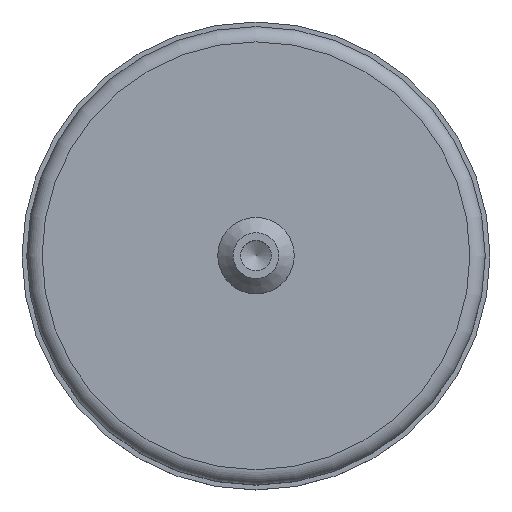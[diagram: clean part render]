
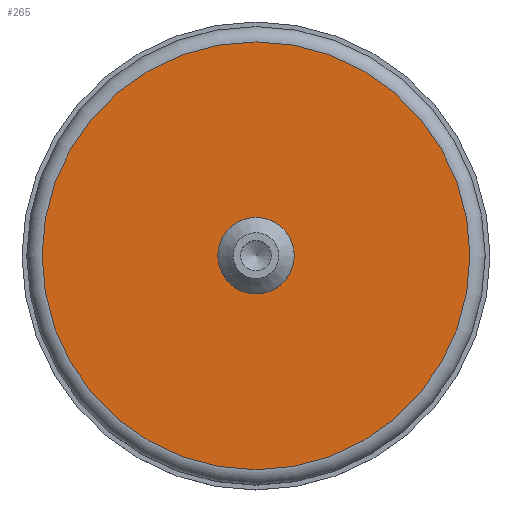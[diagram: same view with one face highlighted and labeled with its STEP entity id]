
A CAD part, top view. The second image highlights one B-rep face of the part: STEP entity #265.
In plain terms, the highlighted planar face has unit normal (0, 0, 1).
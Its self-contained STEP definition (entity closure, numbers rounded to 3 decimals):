
#14=FACE_BOUND('',#69,.T.);
#19=PLANE('',#311);
#52=FACE_OUTER_BOUND('',#68,.T.);
#68=EDGE_LOOP('',(#210,#211));
#69=EDGE_LOOP('',(#212,#213));
#105=CIRCLE('',#304,14.);
#109=CIRCLE('',#308,14.);
#111=CIRCLE('',#312,2.5);
#112=CIRCLE('',#313,2.5);
#133=VERTEX_POINT('',#451);
#134=VERTEX_POINT('',#452);
#138=VERTEX_POINT('',#465);
#139=VERTEX_POINT('',#466);
#160=EDGE_CURVE('',#133,#134,#105,.T.);
#164=EDGE_CURVE('',#134,#133,#109,.T.);
#167=EDGE_CURVE('',#138,#139,#111,.T.);
#168=EDGE_CURVE('',#139,#138,#112,.T.);
#210=ORIENTED_EDGE('',*,*,#160,.F.);
#211=ORIENTED_EDGE('',*,*,#164,.F.);
#212=ORIENTED_EDGE('',*,*,#167,.T.);
#213=ORIENTED_EDGE('',*,*,#168,.T.);
#265=ADVANCED_FACE('',(#52,#14),#19,.T.);
#304=AXIS2_PLACEMENT_3D('',#453,#358,#359);
#308=AXIS2_PLACEMENT_3D('',#459,#366,#367);
#311=AXIS2_PLACEMENT_3D('',#464,#373,#374);
#312=AXIS2_PLACEMENT_3D('',#467,#375,#376);
#313=AXIS2_PLACEMENT_3D('',#468,#377,#378);
#358=DIRECTION('center_axis',(0.,0.,-1.));
#359=DIRECTION('ref_axis',(-1.,0.,0.));
#366=DIRECTION('center_axis',(0.,0.,-1.));
#367=DIRECTION('ref_axis',(-1.,0.,0.));
#373=DIRECTION('center_axis',(0.,0.,1.));
#374=DIRECTION('ref_axis',(1.,0.,0.));
#375=DIRECTION('center_axis',(0.,0.,-1.));
#376=DIRECTION('ref_axis',(1.,0.,0.));
#377=DIRECTION('center_axis',(0.,0.,-1.));
#378=DIRECTION('ref_axis',(1.,0.,0.));
#451=CARTESIAN_POINT('',(14.,0.,58.));
#452=CARTESIAN_POINT('',(-14.,0.,58.));
#453=CARTESIAN_POINT('Origin',(0.,0.,58.));
#459=CARTESIAN_POINT('Origin',(0.,0.,58.));
#464=CARTESIAN_POINT('Origin',(0.,0.,58.));
#465=CARTESIAN_POINT('',(2.5,0.,58.));
#466=CARTESIAN_POINT('',(-2.5,0.,58.));
#467=CARTESIAN_POINT('Origin',(0.,0.,58.));
#468=CARTESIAN_POINT('Origin',(0.,0.,58.));
